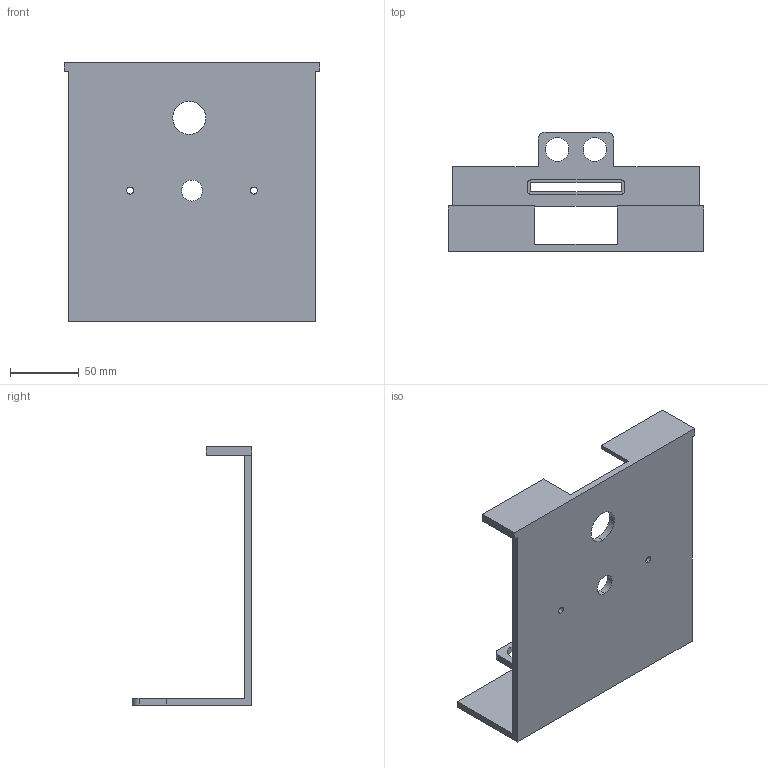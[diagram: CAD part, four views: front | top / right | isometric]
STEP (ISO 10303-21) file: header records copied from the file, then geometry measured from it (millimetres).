
FILE_DESCRIPTION (( 'STEP AP214' ), '1' );
FILE_NAME ('SWP-PLATFORM.STEP', '2025-05-10T00:20:35', ( '' ), ( '' ), 'SwSTEP 2.0', 'SolidWorks 2024', '' );
FILE_SCHEMA (( 'AUTOMOTIVE_DESIGN' ));
Length unit declared in the file: millimetre
Products named in the file (1): SWP-PLATFORM
Bounding box: 186 x 87 x 188 mm (x, y, z)
Volume: 221112.4 mm3; surface area: 99735.1 mm2
Topology: 1 solids, 1 shells, 58 faces, 166 edges, 110 vertices
Faces by surface type: plane 36, cylinder 22
Entity records: 1953 total; most frequent: CARTESIAN_POINT 335, ORIENTED_EDGE 332, DIRECTION 328, EDGE_CURVE 166, LINE 122, VECTOR 122, VERTEX_POINT 110, AXIS2_PLACEMENT_3D 103
